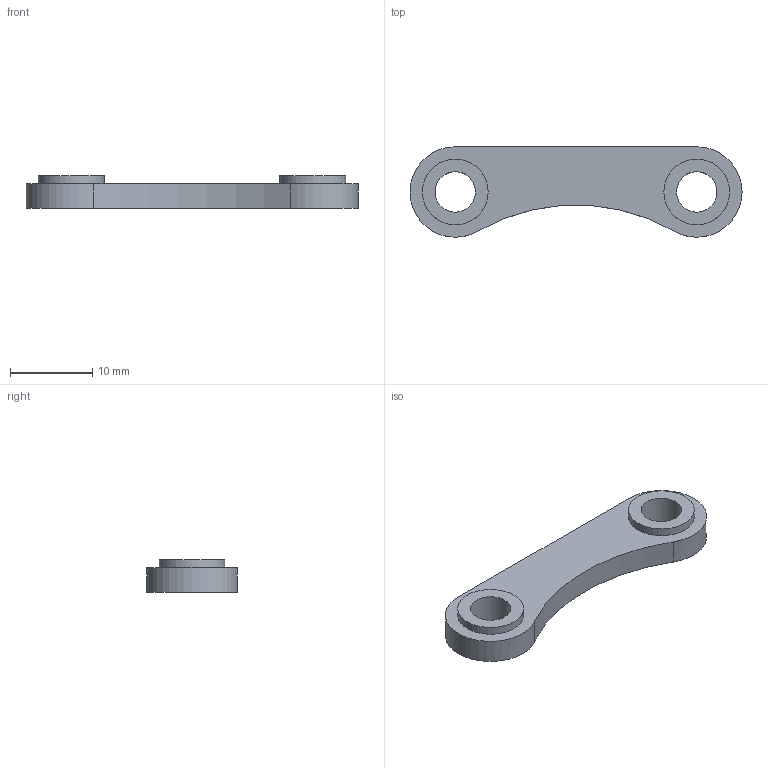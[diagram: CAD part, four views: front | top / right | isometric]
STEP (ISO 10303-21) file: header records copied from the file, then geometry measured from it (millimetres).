
FILE_DESCRIPTION((''),'2;1');
FILE_NAME('PN35.stp','2009-03-12T16:03:56',('hasers'),(''),'Autodesk Inventor 2008','Autodesk Inventor 2008','');
FILE_SCHEMA(('AUTOMOTIVE_DESIGN { 1 0 10303 214 1 1 1 1 }'));
Length unit declared in the file: millimetre
Products named in the file (1): PN35
Bounding box: 40.35 x 11 x 4 mm (x, y, z)
Volume: 991 mm3; surface area: 1076.7 mm2
Topology: 1 solids, 1 shells, 12 faces, 26 edges, 18 vertices
Faces by surface type: cylinder 5, plane 5, bspline 2
Full cylindrical faces by diameter (mm): 8 x2
Entity records: 362 total; most frequent: CARTESIAN_POINT 83, DIRECTION 56, ORIENTED_EDGE 40, AXIS2_PLACEMENT_3D 25, EDGE_LOOP 22, EDGE_CURVE 20, VERTEX_POINT 16, CIRCLE 14
